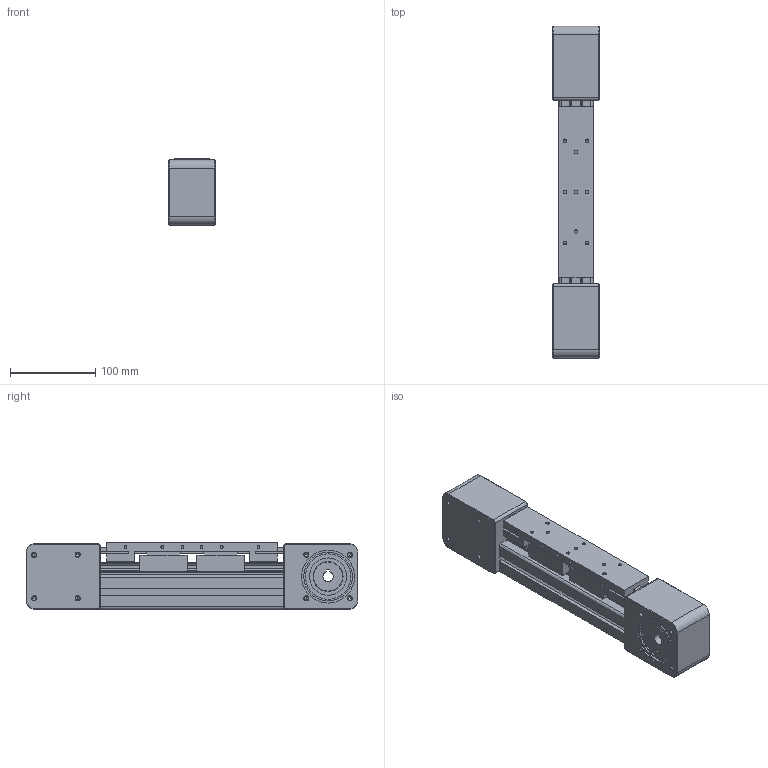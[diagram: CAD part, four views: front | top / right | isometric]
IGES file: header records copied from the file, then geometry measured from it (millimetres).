
Global section: file name: No Iges File Name specified; native system: Autodesk Inventor 2011; preprocessor: AutoDesk Inventor Iges Exporter R2011; author: Matej; date: 20110523.111155; units: millimetre
Bounding box: 54 x 389 x 78 mm (x, y, z)
Volume: 984848.6 mm3; surface area: 262631.2 mm2
Topology: 5 solids, 7 shells, 738 faces, 1928 edges, 1204 vertices
Faces by surface type: plane 358, bspline 164, revolution 133, cylinder 69, cone 14
